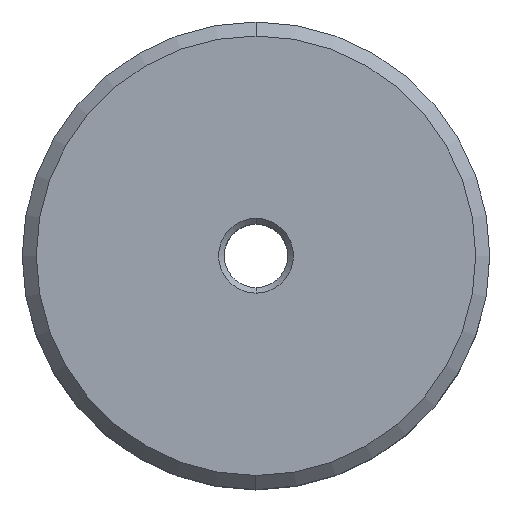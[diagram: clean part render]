
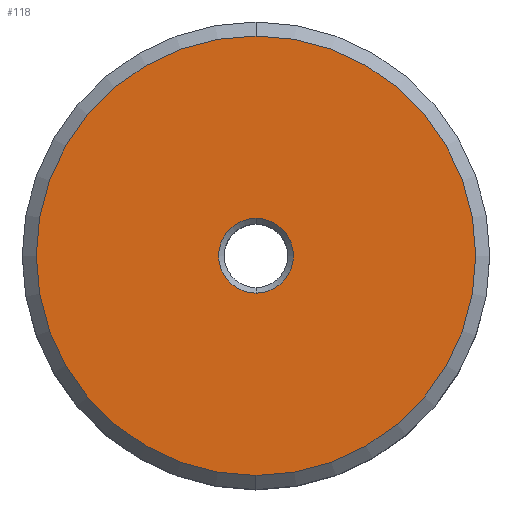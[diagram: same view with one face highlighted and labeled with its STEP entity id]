
A CAD part, top view. The second image highlights one B-rep face of the part: STEP entity #118.
In plain terms, the highlighted planar face has unit normal (0, 0, 1).
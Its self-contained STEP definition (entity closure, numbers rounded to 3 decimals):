
#92=EDGE_CURVE('',#206,#104,#237,.T.);
#94=EDGE_CURVE('',#104,#206,#239,.T.);
#104=VERTEX_POINT('',#250);
#114=EDGE_CURVE('',#170,#124,#264,.T.);
#118=ADVANCED_FACE('',(#268,#269),#270,.T.);
#124=VERTEX_POINT('',#276);
#170=VERTEX_POINT('',#328);
#174=EDGE_CURVE('',#124,#170,#332,.T.);
#206=VERTEX_POINT('',#367);
#237=CIRCLE('',#392,4.0);
#239=CIRCLE('',#395,4.0);
#250=CARTESIAN_POINT('',(0.,4.,0.));
#264=CIRCLE('',#424,23.5);
#268=FACE_BOUND('',#429,.T.);
#269=FACE_OUTER_BOUND('',#430,.T.);
#270=PLANE('',#431);
#276=CARTESIAN_POINT('',(0.,-23.5,0.));
#328=CARTESIAN_POINT('',(0.,23.5,0.));
#332=CIRCLE('',#518,23.5);
#367=CARTESIAN_POINT('',(0.,-4.,0.));
#392=AXIS2_PLACEMENT_3D('',#580,#581,#582);
#395=AXIS2_PLACEMENT_3D('',#583,#584,#585);
#424=AXIS2_PLACEMENT_3D('',#627,#628,#629);
#429=EDGE_LOOP('',(#634,#635));
#430=EDGE_LOOP('',(#636,#637));
#431=AXIS2_PLACEMENT_3D('',#638,#639,#640);
#518=AXIS2_PLACEMENT_3D('',#713,#714,#715);
#580=CARTESIAN_POINT('',(0.,0.,0.));
#581=DIRECTION('',(0.0,0.0,1.0));
#582=DIRECTION('',(0.,-1.0,0.0));
#583=CARTESIAN_POINT('',(0.,0.,0.));
#584=DIRECTION('',(0.0,0.0,1.0));
#585=DIRECTION('',(0.,-1.0,0.0));
#627=CARTESIAN_POINT('',(0.,0.,0.));
#628=DIRECTION('',(0.0,0.0,1.0));
#629=DIRECTION('',(0.,-1.0,0.0));
#634=ORIENTED_EDGE('',*,*,#92,.F.);
#635=ORIENTED_EDGE('',*,*,#94,.F.);
#636=ORIENTED_EDGE('',*,*,#174,.T.);
#637=ORIENTED_EDGE('',*,*,#114,.T.);
#638=CARTESIAN_POINT('',(0.,-13.75,0.));
#639=DIRECTION('',(0.0,0.0,1.0));
#640=DIRECTION('',(0.,-1.0,0.0));
#713=CARTESIAN_POINT('',(0.,0.,0.));
#714=DIRECTION('',(0.0,0.0,1.0));
#715=DIRECTION('',(0.,-1.0,0.0));
